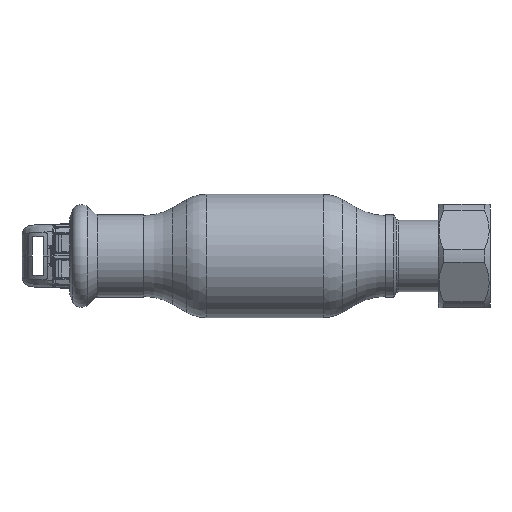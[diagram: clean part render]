
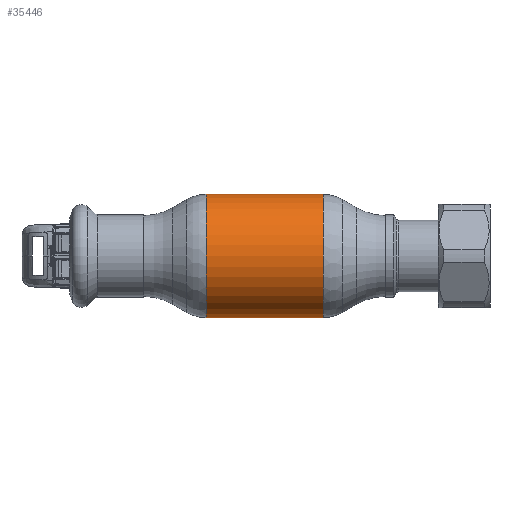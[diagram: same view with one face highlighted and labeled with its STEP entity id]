
A CAD part, front view. The second image highlights one B-rep face of the part: STEP entity #35446.
In plain terms, the highlighted cylindrical face has radius 19 mm (diameter 38 mm), a partial arc.
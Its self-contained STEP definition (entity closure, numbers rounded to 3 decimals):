
#856 = DIRECTION ( 'NONE',  ( 0., 0., 1. ) ) ;
#4764 = LINE ( 'NONE', #16285, #54494 ) ;
#5669 = ORIENTED_EDGE ( 'NONE', *, *, #62040, .T. ) ;
#7048 = ORIENTED_EDGE ( 'NONE', *, *, #38451, .F. ) ;
#10973 = DIRECTION ( 'NONE',  ( -1., 0., 0. ) ) ;
#12578 = FACE_OUTER_BOUND ( 'NONE', #42039, .T. ) ;
#13852 = CARTESIAN_POINT ( 'NONE',  ( 18.035, 0., 0. ) ) ;
#14581 = VERTEX_POINT ( 'NONE', #47199 ) ;
#16285 = CARTESIAN_POINT ( 'NONE',  ( -62.69, 0., 19. ) ) ;
#20495 = CIRCLE ( 'NONE', #33437, 19. ) ;
#21286 = DIRECTION ( 'NONE',  ( -1., 0., 0. ) ) ;
#21309 = AXIS2_PLACEMENT_3D ( 'NONE', #13852, #57265, #62332 ) ;
#24717 = DIRECTION ( 'NONE',  ( -1., 0., 0. ) ) ;
#25591 = VERTEX_POINT ( 'NONE', #31679 ) ;
#26463 = ORIENTED_EDGE ( 'NONE', *, *, #26841, .T. ) ;
#26470 = VERTEX_POINT ( 'NONE', #45242 ) ;
#26841 = EDGE_CURVE ( 'NONE', #26470, #14581, #4764, .T. ) ;
#27165 = EDGE_CURVE ( 'NONE', #47118, #14581, #20495, .T. ) ;
#31679 = CARTESIAN_POINT ( 'NONE',  ( 18.035, 0., -19. ) ) ;
#33437 = AXIS2_PLACEMENT_3D ( 'NONE', #53613, #24717, #58543 ) ;
#34442 = AXIS2_PLACEMENT_3D ( 'NONE', #34550, #58616, #856 ) ;
#34550 = CARTESIAN_POINT ( 'NONE',  ( -62.69, 0., 0. ) ) ;
#35446 = ADVANCED_FACE ( 'NONE', ( #12578 ), #38195, .T. ) ;
#38195 = CYLINDRICAL_SURFACE ( 'NONE', #34442, 19. ) ;
#38451 = EDGE_CURVE ( 'NONE', #25591, #47118, #41834, .T. ) ;
#41834 = LINE ( 'NONE', #48692, #53894 ) ;
#42039 = EDGE_LOOP ( 'NONE', ( #7048, #5669, #26463, #49782 ) ) ;
#45122 = CARTESIAN_POINT ( 'NONE',  ( -18.035, 0., -19. ) ) ;
#45242 = CARTESIAN_POINT ( 'NONE',  ( 18.035, 0., 19. ) ) ;
#47118 = VERTEX_POINT ( 'NONE', #45122 ) ;
#47199 = CARTESIAN_POINT ( 'NONE',  ( -18.035, 0., 19. ) ) ;
#48692 = CARTESIAN_POINT ( 'NONE',  ( -62.69, 0., -19. ) ) ;
#49782 = ORIENTED_EDGE ( 'NONE', *, *, #27165, .F. ) ;
#53613 = CARTESIAN_POINT ( 'NONE',  ( -18.035, 0., 0. ) ) ;
#53894 = VECTOR ( 'NONE', #10973, 1000. ) ;
#54494 = VECTOR ( 'NONE', #21286, 1000. ) ;
#55351 = CIRCLE ( 'NONE', #21309, 19. ) ;
#57265 = DIRECTION ( 'NONE',  ( -1., 0., 0. ) ) ;
#58543 = DIRECTION ( 'NONE',  ( 0., 0., 1. ) ) ;
#58616 = DIRECTION ( 'NONE',  ( -1., 0., 0. ) ) ;
#62040 = EDGE_CURVE ( 'NONE', #25591, #26470, #55351, .T. ) ;
#62332 = DIRECTION ( 'NONE',  ( 0., 0., 1. ) ) ;
